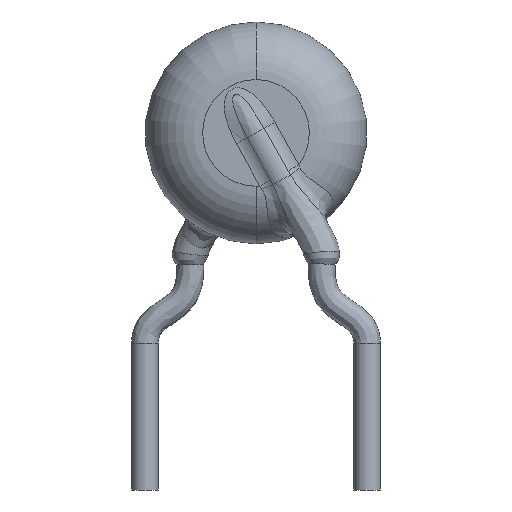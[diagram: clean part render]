
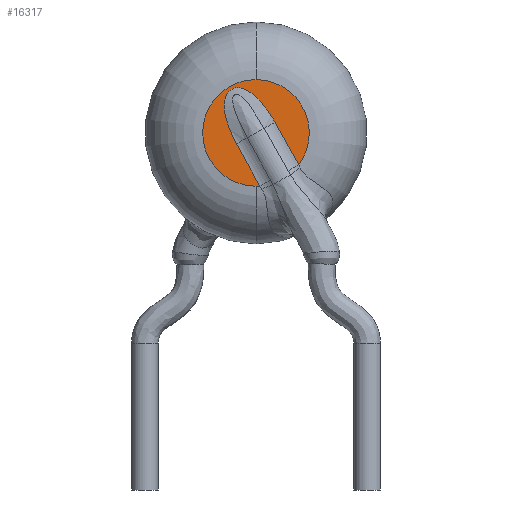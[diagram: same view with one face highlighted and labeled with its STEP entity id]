
A CAD part, front view. The second image highlights one B-rep face of the part: STEP entity #16317.
In plain terms, the highlighted planar face has unit normal (0, -1, 0).
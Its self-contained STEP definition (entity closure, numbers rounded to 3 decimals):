
#300 = DIRECTION ( 'NONE',  ( 0., 1., 0. ) ) ;
#366 = DIRECTION ( 'NONE',  ( 0., 1., 0. ) ) ;
#544 = CARTESIAN_POINT ( 'NONE',  ( 0., -1.3, 3. ) ) ;
#865 = CIRCLE ( 'NONE', #2961, 1.2 ) ;
#949 = CARTESIAN_POINT ( 'NONE',  ( 0.187, -1.3, 3.609 ) ) ;
#967 = DIRECTION ( 'NONE',  ( 0., 0., 1. ) ) ;
#1036 = LINE ( 'NONE', #13830, #7196 ) ;
#1185 = CARTESIAN_POINT ( 'NONE',  ( -0.724, -1.3, 3.59 ) ) ;
#1696 = EDGE_CURVE ( 'NONE', #6930, #7334, #9752, .T. ) ;
#1755 = AXIS2_PLACEMENT_3D ( 'NONE', #7075, #12324, #967 ) ;
#1766 = CARTESIAN_POINT ( 'NONE',  ( 0.993, -1.3, 2.225 ) ) ;
#2343 = CARTESIAN_POINT ( 'NONE',  ( -0.702, -1.3, 3.755 ) ) ;
#2511 = CARTESIAN_POINT ( 'NONE',  ( 0.116, -1.3, 3.696 ) ) ;
#2961 = AXIS2_PLACEMENT_3D ( 'NONE', #544, #300, #14286 ) ;
#3008 = LINE ( 'NONE', #1766, #11169 ) ;
#3113 = CARTESIAN_POINT ( 'NONE',  ( 0., -1.3, 3. ) ) ;
#4039 = ORIENTED_EDGE ( 'NONE', *, *, #1696, .T. ) ;
#4288 = CARTESIAN_POINT ( 'NONE',  ( 0., -1.3, 1.8 ) ) ;
#4586 = ORIENTED_EDGE ( 'NONE', *, *, #5456, .F. ) ;
#4736 = CARTESIAN_POINT ( 'NONE',  ( -0.636, -1.3, 3.91 ) ) ;
#4805 = CIRCLE ( 'NONE', #10104, 1.2 ) ;
#4821 = CARTESIAN_POINT ( 'NONE',  ( -0.279, -1.3, 3.994 ) ) ;
#5170 = CARTESIAN_POINT ( 'NONE',  ( -0.443, -1.3, 2.753 ) ) ;
#5352 = CARTESIAN_POINT ( 'NONE',  ( 0.961, -1.3, 2.282 ) ) ;
#5437 = DIRECTION ( 'NONE',  ( 0., 1., 0. ) ) ;
#5456 = EDGE_CURVE ( 'NONE', #8738, #13149, #14950, .T. ) ;
#5966 = CARTESIAN_POINT ( 'NONE',  ( 0.315, -1.3, 3.429 ) ) ;
#6054 = DIRECTION ( 'NONE',  ( -0.487, 0., 0.873 ) ) ;
#6930 = VERTEX_POINT ( 'NONE', #5170 ) ;
#7075 = CARTESIAN_POINT ( 'NONE',  ( 0., -1.3, 3. ) ) ;
#7089 = EDGE_CURVE ( 'NONE', #8738, #6930, #1036, .T. ) ;
#7196 = VECTOR ( 'NONE', #6054, 1000. ) ;
#7213 = CARTESIAN_POINT ( 'NONE',  ( -0.443, -1.3, 2.753 ) ) ;
#7334 = VERTEX_POINT ( 'NONE', #7537 ) ;
#7362 = CARTESIAN_POINT ( 'NONE',  ( -0.04, -1.3, 3.852 ) ) ;
#7537 = CARTESIAN_POINT ( 'NONE',  ( 0.428, -1.3, 3.239 ) ) ;
#7652 = ORIENTED_EDGE ( 'NONE', *, *, #16375, .F. ) ;
#7790 = VERTEX_POINT ( 'NONE', #12979 ) ;
#8081 = DIRECTION ( 'NONE',  ( 0., 0., 1. ) ) ;
#8450 = CARTESIAN_POINT ( 'NONE',  ( -0.545, -1.3, 2.95 ) ) ;
#8689 = CARTESIAN_POINT ( 'NONE',  ( -0.497, -1.3, 2.85 ) ) ;
#8738 = VERTEX_POINT ( 'NONE', #11524 ) ;
#8787 = CARTESIAN_POINT ( 'NONE',  ( -0.444, -1.3, 4.019 ) ) ;
#9337 = CARTESIAN_POINT ( 'NONE',  ( 0., -1.3, 3. ) ) ;
#9476 = DIRECTION ( 'NONE',  ( 0., 0., 1. ) ) ;
#9752 = B_SPLINE_CURVE_WITH_KNOTS ( 'NONE', 3,
 ( #7213, #8689, #8450, #16076, #11144, #11068, #1185, #2343, #13504, #4736, #16157, #15049, #8787, #10993, #4821, #16000, #7362, #2511, #949, #5966, #9800, #12449 ),
 .UNSPECIFIED., .F., .F.,
 ( 4, 2, 2, 2, 2, 2, 2, 2, 2, 2, 4 ),
 ( 0., 0., 0.001, 0.001, 0.001, 0.001, 0.001, 0.002, 0.002, 0.002, 0.003 ),
 .UNSPECIFIED. ) ;
#9800 = CARTESIAN_POINT ( 'NONE',  ( 0.374, -1.3, 3.336 ) ) ;
#10104 = AXIS2_PLACEMENT_3D ( 'NONE', #3113, #366, #9476 ) ;
#10650 = DIRECTION ( 'NONE',  ( 0.487, 0., -0.873 ) ) ;
#10993 = CARTESIAN_POINT ( 'NONE',  ( -0.333, -1.3, 4.011 ) ) ;
#11068 = CARTESIAN_POINT ( 'NONE',  ( -0.711, -1.3, 3.478 ) ) ;
#11144 = CARTESIAN_POINT ( 'NONE',  ( -0.664, -1.3, 3.26 ) ) ;
#11169 = VECTOR ( 'NONE', #10650, 1000. ) ;
#11524 = CARTESIAN_POINT ( 'NONE',  ( 0.087, -1.3, 1.803 ) ) ;
#12324 = DIRECTION ( 'NONE',  ( 0., 1., 0. ) ) ;
#12449 = CARTESIAN_POINT ( 'NONE',  ( 0.428, -1.3, 3.239 ) ) ;
#12519 = FACE_OUTER_BOUND ( 'NONE', #14405, .T. ) ;
#12979 = CARTESIAN_POINT ( 'NONE',  ( 0., -1.3, 4.2 ) ) ;
#13149 = VERTEX_POINT ( 'NONE', #4288 ) ;
#13418 = VERTEX_POINT ( 'NONE', #5352 ) ;
#13504 = CARTESIAN_POINT ( 'NONE',  ( -0.688, -1.3, 3.81 ) ) ;
#13785 = ORIENTED_EDGE ( 'NONE', *, *, #7089, .T. ) ;
#13830 = CARTESIAN_POINT ( 'NONE',  ( -0.443, -1.3, 2.753 ) ) ;
#14286 = DIRECTION ( 'NONE',  ( 0., 0., 1. ) ) ;
#14318 = EDGE_CURVE ( 'NONE', #7334, #13418, #3008, .T. ) ;
#14405 = EDGE_LOOP ( 'NONE', ( #4586, #13785, #4039, #15659, #16058, #7652 ) ) ;
#14950 = CIRCLE ( 'NONE', #1755, 1.2 ) ;
#15030 = PLANE ( 'NONE',  #15107 ) ;
#15049 = CARTESIAN_POINT ( 'NONE',  ( -0.502, -1.3, 4.009 ) ) ;
#15107 = AXIS2_PLACEMENT_3D ( 'NONE', #9337, #5437, #8081 ) ;
#15659 = ORIENTED_EDGE ( 'NONE', *, *, #14318, .T. ) ;
#16000 = CARTESIAN_POINT ( 'NONE',  ( -0.128, -1.3, 3.924 ) ) ;
#16022 = EDGE_CURVE ( 'NONE', #7790, #13418, #4805, .T. ) ;
#16058 = ORIENTED_EDGE ( 'NONE', *, *, #16022, .F. ) ;
#16076 = CARTESIAN_POINT ( 'NONE',  ( -0.629, -1.3, 3.154 ) ) ;
#16157 = CARTESIAN_POINT ( 'NONE',  ( -0.599, -1.3, 3.953 ) ) ;
#16317 = ADVANCED_FACE ( 'NONE', ( #12519 ), #15030, .F. ) ;
#16375 = EDGE_CURVE ( 'NONE', #13149, #7790, #865, .T. ) ;
